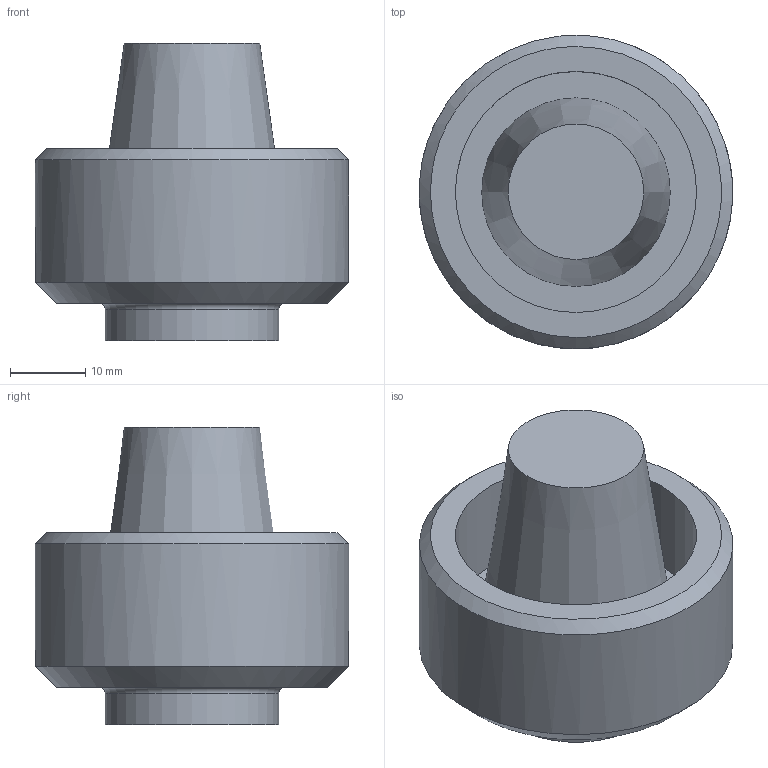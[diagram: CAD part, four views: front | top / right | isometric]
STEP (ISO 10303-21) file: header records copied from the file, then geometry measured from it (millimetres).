
FILE_DESCRIPTION(/* description */ (''),/* implementation_level */ '2;1');
FILE_NAME(/* name */ 'BE025582012005.stp',/* time_stamp */ '2015-10-28T15:18:06+06:00',/* author */ (''),/* organization */ (''),/* preprocessor_version */ 'ST-DEVELOPER v15',/* originating_system */ 'SIEMENS PLM Software NX 8.5',/* authorisation */ '');
FILE_SCHEMA (('AUTOMOTIVE_DESIGN { 1 0 10303 214 3 1 1 1 }'));
Length unit declared in the file: millimetre
Products named in the file (1): inpu193CBB4Ax6am
Bounding box: 41.53 x 41.6 x 39.5 mm (x, y, z)
Volume: 26137 mm3; surface area: 11547 mm2
Topology: 3 solids, 3 shells, 20 faces, 37 edges, 26 vertices
Faces by surface type: plane 9, cylinder 7, cone 2, bspline 1, torus 1
Full cylindrical faces by diameter (mm): 12 x2, 23 x1, 25 x1, 32 x2, 41.6 x1
Entity records: 546 total; most frequent: CARTESIAN_POINT 163, DIRECTION 74, ORIENTED_EDGE 40, EDGE_LOOP 38, AXIS2_PLACEMENT_3D 37, FACE_BOUND 36, ADVANCED_FACE 20, VERTEX_POINT 20
